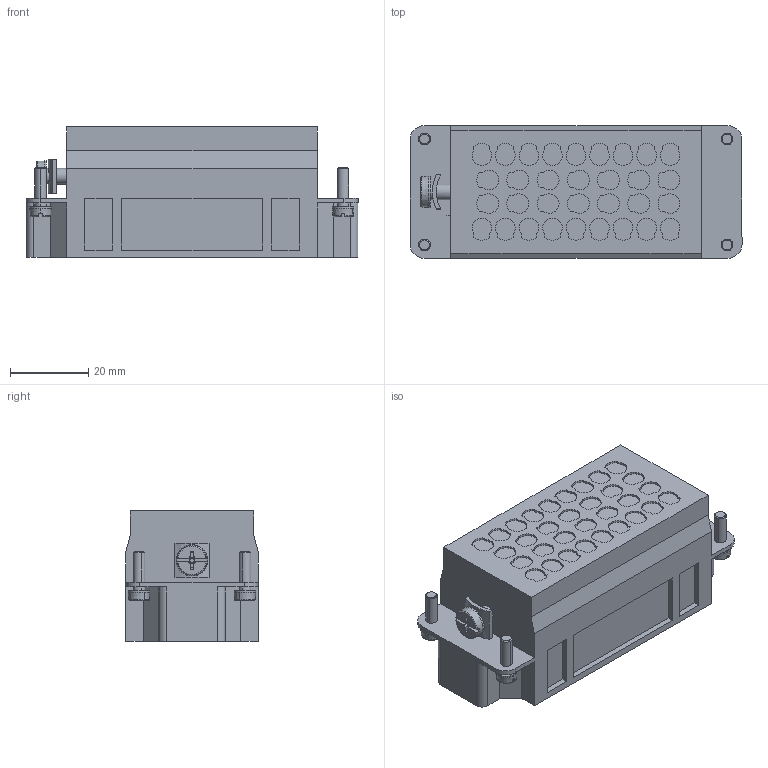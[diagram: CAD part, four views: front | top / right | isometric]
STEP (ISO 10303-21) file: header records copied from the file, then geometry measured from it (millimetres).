
FILE_DESCRIPTION(/* description */ (''),/* implementation_level */ '2;1');
FILE_NAME(/* name */ 'C146_10A032_500_10.stp',/* time_stamp */ '2016-04-07T15:27:10+02:00',/* author */ (''),/* organization */ (''),/* preprocessor_version */ 'ST-DEVELOPER v15',/* originating_system */ 'SIEMENS PLM Software NX 9.0',/* authorisation */ '');
FILE_SCHEMA (('CONFIG_CONTROL_DESIGN'));
Length unit declared in the file: millimetre
Products named in the file (1): c146 10a032 500 10nxm001-03
Bounding box: 84.6 x 33.8 x 33.2 mm (x, y, z)
Volume: 52542.6 mm3; surface area: 19177.9 mm2
Topology: 1 solids, 1 shells, 641 faces, 1570 edges, 1048 vertices
Faces by surface type: plane 351, cylinder 194, cone 78, torus 16, bspline 2
Full cylindrical faces by diameter (mm): 2.6 x32, 3.3 x1, 4 x2, 4.2 x32, 8 x1
Entity records: 18803 total; most frequent: CARTESIAN_POINT 4194, DIRECTION 2985, ORIENTED_EDGE 2860, EDGE_CURVE 1430, AXIS2_PLACEMENT_3D 1120, VERTEX_POINT 1010, EDGE_LOOP 866, LINE 745
